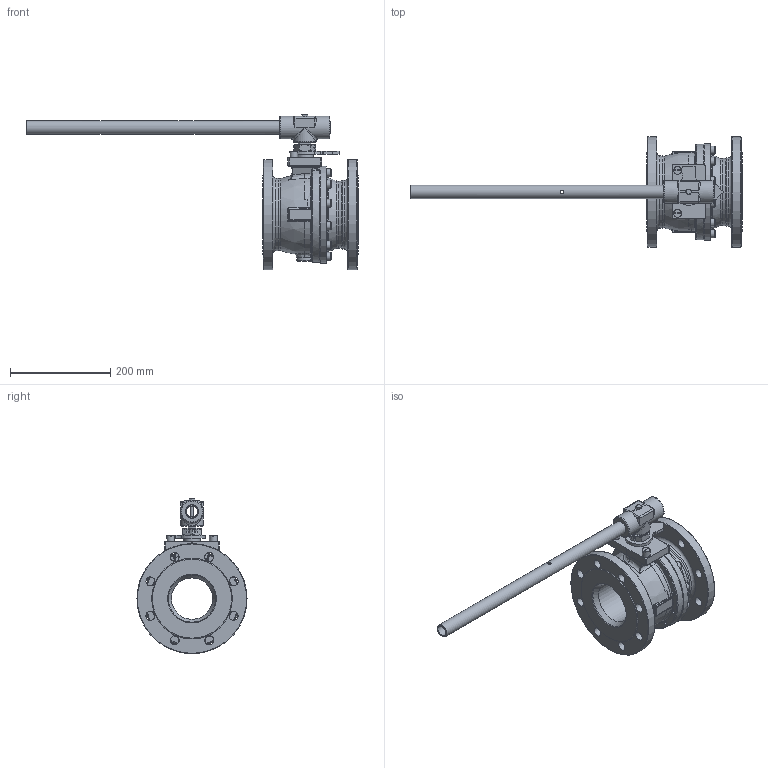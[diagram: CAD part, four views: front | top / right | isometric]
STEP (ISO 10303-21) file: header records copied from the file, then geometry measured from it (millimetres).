
FILE_DESCRIPTION(/* description */ (''),/* implementation_level */ '2;1');
FILE_NAME(/* name */ 'GA-F53-40-D16-W-A-1.stp',/* time_stamp */ '2019-09-18T16:43:25+01:00',/* author */ ('jaday'),/* organization */ (''),/* preprocessor_version */ 'ST-DEVELOPER v16.1',/* originating_system */ 'Autodesk Inventor 2016',/* authorisation */ '');
FILE_SCHEMA (('AUTOMOTIVE_DESIGN { 1 0 10303 214 3 1 1 }'));
Length unit declared in the file: millimetre
Products named in the file (1): GA-F53-40-D16-W-A-1
Bounding box: 663.42 x 220 x 310.48 mm (x, y, z)
Volume: 3791045 mm3; surface area: 443312.9 mm2
Topology: 1 solids, 3 shells, 625 faces, 1572 edges, 957 vertices
Faces by surface type: plane 257, cylinder 173, bspline 95, cone 50, torus 37, sphere 13
Full cylindrical faces by diameter (mm): 7 x2, 8.376 x12, 10 x12, 15.84 x2, 16 x12, 18 x16, 21.7 x1, 26.9 x1, 33.765 x1, 45 x2, 82.5 x1, 137.5 x1, 144.5 x1, 149 x1, 155 x1, 193.6 x1, 220 x2
Entity records: 21989 total; most frequent: CARTESIAN_POINT 7633, ORIENTED_EDGE 2778, DIRECTION 2673, EDGE_CURVE 1386, AXIS2_PLACEMENT_3D 1023, VERTEX_POINT 915, EDGE_LOOP 848, LINE 627
